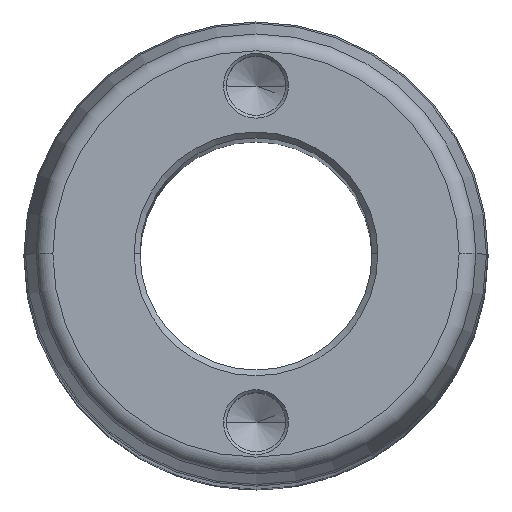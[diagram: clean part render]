
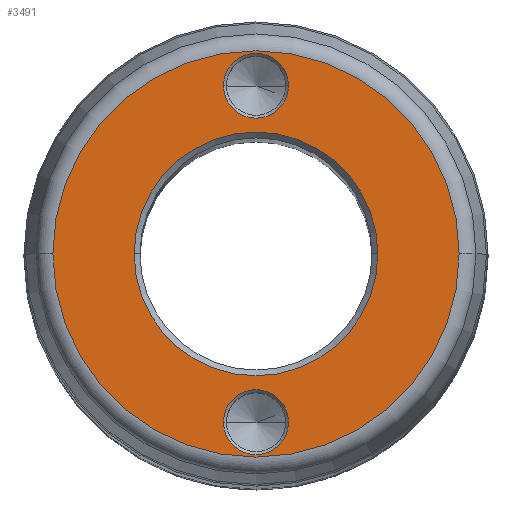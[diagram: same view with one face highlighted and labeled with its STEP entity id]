
A CAD part, top view. The second image highlights one B-rep face of the part: STEP entity #3491.
In plain terms, the highlighted planar face has unit normal (0, 0, 1).
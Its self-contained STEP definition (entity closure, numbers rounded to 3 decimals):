
#45 = ORIENTED_EDGE ( 'NONE', *, *, #1967, .T. ) ;
#55 = CARTESIAN_POINT ( 'NONE',  ( -21., 0., 400. ) ) ;
#89 = CIRCLE ( 'NONE', #1703, 35.019 ) ;
#98 = CARTESIAN_POINT ( 'NONE',  ( 5.6, -29., 400. ) ) ;
#166 = ORIENTED_EDGE ( 'NONE', *, *, #3055, .T. ) ;
#192 = VERTEX_POINT ( 'NONE', #98 ) ;
#196 = CARTESIAN_POINT ( 'NONE',  ( 0., -29., 400. ) ) ;
#197 = AXIS2_PLACEMENT_3D ( 'NONE', #311, #880, #2854 ) ;
#311 = CARTESIAN_POINT ( 'NONE',  ( 0., 29., 400. ) ) ;
#345 = PLANE ( 'NONE',  #1325 ) ;
#348 = CARTESIAN_POINT ( 'NONE',  ( 0., 0., 400. ) ) ;
#356 = DIRECTION ( 'NONE',  ( 1., 0., 0. ) ) ;
#467 = CIRCLE ( 'NONE', #2207, 5.6 ) ;
#485 = DIRECTION ( 'NONE',  ( 1., 0., 0. ) ) ;
#631 = DIRECTION ( 'NONE',  ( 0., 0., 1. ) ) ;
#635 = DIRECTION ( 'NONE',  ( 1., 0., 0. ) ) ;
#643 = EDGE_CURVE ( 'NONE', #192, #2531, #996, .T. ) ;
#644 = AXIS2_PLACEMENT_3D ( 'NONE', #348, #2913, #635 ) ;
#811 = VERTEX_POINT ( 'NONE', #1128 ) ;
#814 = ORIENTED_EDGE ( 'NONE', *, *, #1951, .T. ) ;
#860 = FACE_BOUND ( 'NONE', #3223, .T. ) ;
#880 = DIRECTION ( 'NONE',  ( 0., 0., -1. ) ) ;
#893 = ORIENTED_EDGE ( 'NONE', *, *, #1265, .T. ) ;
#917 = DIRECTION ( 'NONE',  ( 1., 0., 0. ) ) ;
#977 = ORIENTED_EDGE ( 'NONE', *, *, #3232, .T. ) ;
#981 = AXIS2_PLACEMENT_3D ( 'NONE', #196, #1035, #485 ) ;
#984 = DIRECTION ( 'NONE',  ( 0., 0., -1. ) ) ;
#996 = CIRCLE ( 'NONE', #981, 5.6 ) ;
#1035 = DIRECTION ( 'NONE',  ( 0., 0., -1. ) ) ;
#1128 = CARTESIAN_POINT ( 'NONE',  ( 35.019, 0., 400. ) ) ;
#1186 = CARTESIAN_POINT ( 'NONE',  ( 0., 0., 400. ) ) ;
#1190 = ORIENTED_EDGE ( 'NONE', *, *, #1459, .T. ) ;
#1229 = DIRECTION ( 'NONE',  ( 1., 0., 0. ) ) ;
#1232 = DIRECTION ( 'NONE',  ( 0., 0., -1. ) ) ;
#1265 = EDGE_CURVE ( 'NONE', #2108, #811, #2755, .T. ) ;
#1325 = AXIS2_PLACEMENT_3D ( 'NONE', #3218, #631, #356 ) ;
#1372 = CARTESIAN_POINT ( 'NONE',  ( 0., 0., 400. ) ) ;
#1397 = CIRCLE ( 'NONE', #2877, 21. ) ;
#1459 = EDGE_CURVE ( 'NONE', #2936, #2761, #2612, .T. ) ;
#1517 = FACE_OUTER_BOUND ( 'NONE', #3521, .T. ) ;
#1703 = AXIS2_PLACEMENT_3D ( 'NONE', #2545, #2825, #3393 ) ;
#1736 = CARTESIAN_POINT ( 'NONE',  ( -5.6, -29., 400. ) ) ;
#1811 = ORIENTED_EDGE ( 'NONE', *, *, #643, .T. ) ;
#1935 = EDGE_LOOP ( 'NONE', ( #1811, #166 ) ) ;
#1951 = EDGE_CURVE ( 'NONE', #2233, #2558, #2425, .T. ) ;
#1967 = EDGE_CURVE ( 'NONE', #2558, #2233, #1397, .T. ) ;
#2044 = CARTESIAN_POINT ( 'NONE',  ( 5.6, 29., 400. ) ) ;
#2108 = VERTEX_POINT ( 'NONE', #2949 ) ;
#2109 = CARTESIAN_POINT ( 'NONE',  ( 0., -29., 400. ) ) ;
#2207 = AXIS2_PLACEMENT_3D ( 'NONE', #2109, #984, #1229 ) ;
#2228 = EDGE_CURVE ( 'NONE', #2761, #2936, #2969, .T. ) ;
#2233 = VERTEX_POINT ( 'NONE', #55 ) ;
#2240 = FACE_BOUND ( 'NONE', #2714, .T. ) ;
#2285 = FACE_BOUND ( 'NONE', #1935, .T. ) ;
#2340 = CARTESIAN_POINT ( 'NONE',  ( 0., 29., 400. ) ) ;
#2386 = DIRECTION ( 'NONE',  ( 1., 0., 0. ) ) ;
#2425 = CIRCLE ( 'NONE', #644, 21. ) ;
#2531 = VERTEX_POINT ( 'NONE', #1736 ) ;
#2539 = DIRECTION ( 'NONE',  ( 1., 0., 0. ) ) ;
#2545 = CARTESIAN_POINT ( 'NONE',  ( 0., 0., 400. ) ) ;
#2558 = VERTEX_POINT ( 'NONE', #3442 ) ;
#2612 = CIRCLE ( 'NONE', #197, 5.6 ) ;
#2714 = EDGE_LOOP ( 'NONE', ( #1190, #3479 ) ) ;
#2755 = CIRCLE ( 'NONE', #3719, 35.019 ) ;
#2761 = VERTEX_POINT ( 'NONE', #3133 ) ;
#2825 = DIRECTION ( 'NONE',  ( 0., 0., 1. ) ) ;
#2854 = DIRECTION ( 'NONE',  ( 1., 0., 0. ) ) ;
#2877 = AXIS2_PLACEMENT_3D ( 'NONE', #1186, #1232, #2386 ) ;
#2913 = DIRECTION ( 'NONE',  ( 0., 0., -1. ) ) ;
#2936 = VERTEX_POINT ( 'NONE', #2044 ) ;
#2949 = CARTESIAN_POINT ( 'NONE',  ( -35.019, 0., 400. ) ) ;
#2969 = CIRCLE ( 'NONE', #3079, 5.6 ) ;
#3055 = EDGE_CURVE ( 'NONE', #2531, #192, #467, .T. ) ;
#3079 = AXIS2_PLACEMENT_3D ( 'NONE', #2340, #3233, #917 ) ;
#3090 = DIRECTION ( 'NONE',  ( 0., 0., 1. ) ) ;
#3133 = CARTESIAN_POINT ( 'NONE',  ( -5.6, 29., 400. ) ) ;
#3218 = CARTESIAN_POINT ( 'NONE',  ( 0., 0., 400. ) ) ;
#3223 = EDGE_LOOP ( 'NONE', ( #45, #814 ) ) ;
#3232 = EDGE_CURVE ( 'NONE', #811, #2108, #89, .T. ) ;
#3233 = DIRECTION ( 'NONE',  ( 0., 0., -1. ) ) ;
#3393 = DIRECTION ( 'NONE',  ( 1., 0., 0. ) ) ;
#3442 = CARTESIAN_POINT ( 'NONE',  ( 21., 0., 400. ) ) ;
#3479 = ORIENTED_EDGE ( 'NONE', *, *, #2228, .T. ) ;
#3491 = ADVANCED_FACE ( 'NONE', ( #2285, #2240, #860, #1517 ), #345, .T. ) ;
#3521 = EDGE_LOOP ( 'NONE', ( #977, #893 ) ) ;
#3719 = AXIS2_PLACEMENT_3D ( 'NONE', #1372, #3090, #2539 ) ;
